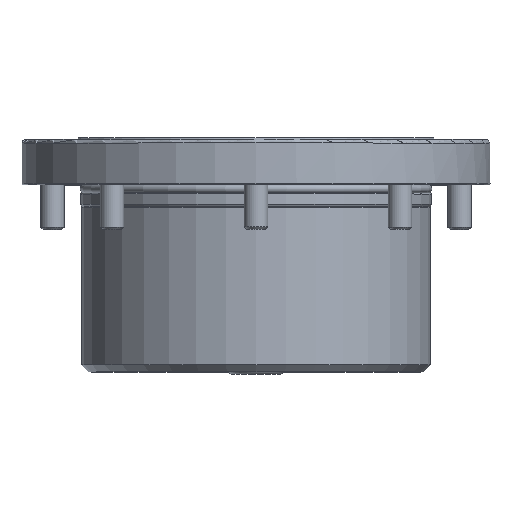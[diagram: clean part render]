
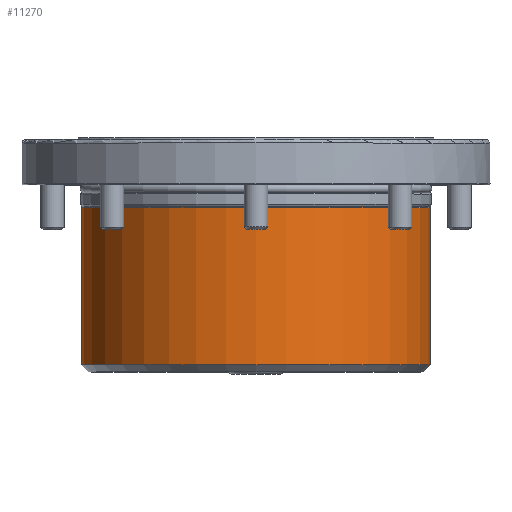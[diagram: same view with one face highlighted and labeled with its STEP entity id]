
A CAD part, top view. The second image highlights one B-rep face of the part: STEP entity #11270.
In plain terms, the highlighted cylindrical face has radius 37.3 mm (diameter 74.6 mm), a full revolution.
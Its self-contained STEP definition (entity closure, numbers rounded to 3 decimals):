
#2996 = CARTESIAN_POINT ( 'NONE',  ( 37.3, -48.5, 0. ) ) ;
#3234 = CARTESIAN_POINT ( 'NONE',  ( 0., -12.352, 0. ) ) ;
#3405 = CIRCLE ( 'NONE', #3995, 37.3 ) ;
#3983 = FACE_OUTER_BOUND ( 'NONE', #7266, .T. ) ;
#3995 = AXIS2_PLACEMENT_3D ( 'NONE', #6720, #12434, #13670 ) ;
#5472 = FACE_OUTER_BOUND ( 'NONE', #15413, .T. ) ;
#5792 = AXIS2_PLACEMENT_3D ( 'NONE', #13144, #6017, #11722 ) ;
#5883 = EDGE_CURVE ( 'NONE', #17108, #17108, #3405, .T. ) ;
#6017 = DIRECTION ( 'NONE',  ( 0., 1., 0. ) ) ;
#6720 = CARTESIAN_POINT ( 'NONE',  ( 0., -48.5, 0. ) ) ;
#7266 = EDGE_LOOP ( 'NONE', ( #15444 ) ) ;
#8452 = CYLINDRICAL_SURFACE ( 'NONE', #12276, 37.3 ) ;
#10681 = VERTEX_POINT ( 'NONE', #16366 ) ;
#11270 = ADVANCED_FACE ( 'NONE', ( #3983, #5472 ), #8452, .T. ) ;
#11722 = DIRECTION ( 'NONE',  ( 1., 0., 0. ) ) ;
#11746 = EDGE_CURVE ( 'NONE', #10681, #10681, #13886, .T. ) ;
#12276 = AXIS2_PLACEMENT_3D ( 'NONE', #3234, #13223, #14435 ) ;
#12434 = DIRECTION ( 'NONE',  ( 0., 1., 0. ) ) ;
#13144 = CARTESIAN_POINT ( 'NONE',  ( 0., -14.9, 0. ) ) ;
#13223 = DIRECTION ( 'NONE',  ( 0., 1., 0. ) ) ;
#13670 = DIRECTION ( 'NONE',  ( 1., 0., 0. ) ) ;
#13886 = CIRCLE ( 'NONE', #5792, 37.3 ) ;
#14435 = DIRECTION ( 'NONE',  ( 1., 0., 0. ) ) ;
#15413 = EDGE_LOOP ( 'NONE', ( #17548 ) ) ;
#15444 = ORIENTED_EDGE ( 'NONE', *, *, #11746, .F. ) ;
#16366 = CARTESIAN_POINT ( 'NONE',  ( 37.3, -14.9, 0. ) ) ;
#17108 = VERTEX_POINT ( 'NONE', #2996 ) ;
#17548 = ORIENTED_EDGE ( 'NONE', *, *, #5883, .T. ) ;
